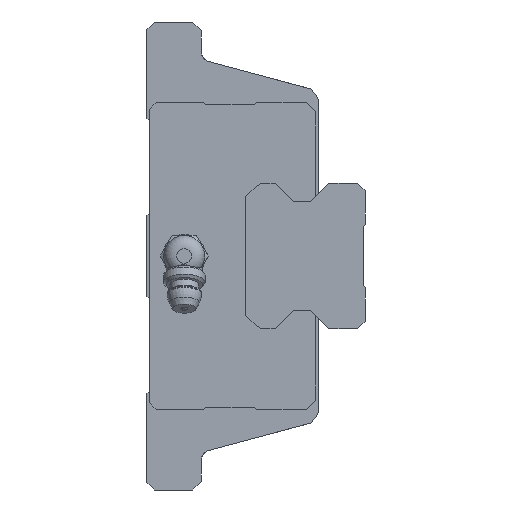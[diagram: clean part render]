
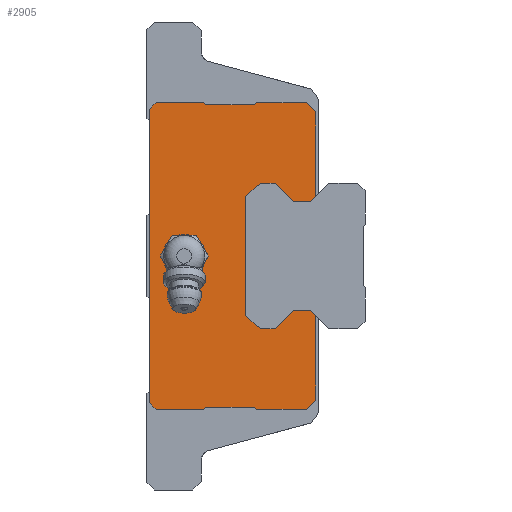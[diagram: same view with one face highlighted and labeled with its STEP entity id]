
A CAD part, left-side view. The second image highlights one B-rep face of the part: STEP entity #2905.
In plain terms, the highlighted planar face has unit normal (-1, 0, 0).
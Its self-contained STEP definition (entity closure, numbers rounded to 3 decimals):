
#667=ORIENTED_EDGE('',*,*,#1214,.F.);
#668=ORIENTED_EDGE('',*,*,#1245,.F.);
#669=ORIENTED_EDGE('',*,*,#1243,.F.);
#670=ORIENTED_EDGE('',*,*,#1241,.F.);
#671=ORIENTED_EDGE('',*,*,#1239,.F.);
#672=ORIENTED_EDGE('',*,*,#1237,.F.);
#673=ORIENTED_EDGE('',*,*,#1235,.F.);
#674=ORIENTED_EDGE('',*,*,#1233,.F.);
#675=ORIENTED_EDGE('',*,*,#1231,.F.);
#676=ORIENTED_EDGE('',*,*,#1229,.F.);
#677=ORIENTED_EDGE('',*,*,#1227,.F.);
#678=ORIENTED_EDGE('',*,*,#1225,.F.);
#679=ORIENTED_EDGE('',*,*,#1223,.F.);
#680=ORIENTED_EDGE('',*,*,#1221,.F.);
#681=ORIENTED_EDGE('',*,*,#1219,.F.);
#682=ORIENTED_EDGE('',*,*,#1114,.F.);
#683=ORIENTED_EDGE('',*,*,#1111,.F.);
#684=ORIENTED_EDGE('',*,*,#1108,.F.);
#685=ORIENTED_EDGE('',*,*,#1105,.F.);
#686=ORIENTED_EDGE('',*,*,#1102,.F.);
#687=ORIENTED_EDGE('',*,*,#1099,.F.);
#688=ORIENTED_EDGE('',*,*,#1096,.F.);
#689=ORIENTED_EDGE('',*,*,#1093,.F.);
#690=ORIENTED_EDGE('',*,*,#1090,.F.);
#691=ORIENTED_EDGE('',*,*,#1087,.F.);
#692=ORIENTED_EDGE('',*,*,#1083,.F.);
#693=ORIENTED_EDGE('',*,*,#1218,.F.);
#694=ORIENTED_EDGE('',*,*,#1216,.F.);
#695=ORIENTED_EDGE('',*,*,#1246,.T.);
#696=ORIENTED_EDGE('',*,*,#1247,.T.);
#697=ORIENTED_EDGE('',*,*,#1248,.T.);
#698=ORIENTED_EDGE('',*,*,#1249,.T.);
#699=ORIENTED_EDGE('',*,*,#1250,.T.);
#700=ORIENTED_EDGE('',*,*,#1251,.T.);
#1083=EDGE_CURVE('',#1470,#1471,#1737,.T.);
#1087=EDGE_CURVE('',#1471,#1474,#1741,.T.);
#1090=EDGE_CURVE('',#1474,#1476,#1744,.T.);
#1093=EDGE_CURVE('',#1476,#1478,#1747,.T.);
#1096=EDGE_CURVE('',#1478,#1480,#1750,.T.);
#1099=EDGE_CURVE('',#1480,#1482,#1753,.T.);
#1102=EDGE_CURVE('',#1482,#1484,#1756,.T.);
#1105=EDGE_CURVE('',#1484,#1486,#1759,.T.);
#1108=EDGE_CURVE('',#1486,#1488,#1762,.T.);
#1111=EDGE_CURVE('',#1488,#1490,#1765,.T.);
#1114=EDGE_CURVE('',#1490,#1492,#1768,.T.);
#1214=EDGE_CURVE('',#1551,#1552,#1854,.T.);
#1216=EDGE_CURVE('',#1552,#1553,#1856,.T.);
#1218=EDGE_CURVE('',#1553,#1470,#1858,.T.);
#1219=EDGE_CURVE('',#1492,#1554,#1859,.T.);
#1221=EDGE_CURVE('',#1554,#1555,#1861,.T.);
#1223=EDGE_CURVE('',#1555,#1556,#1863,.T.);
#1225=EDGE_CURVE('',#1556,#1557,#1865,.T.);
#1227=EDGE_CURVE('',#1557,#1558,#1867,.T.);
#1229=EDGE_CURVE('',#1558,#1559,#1869,.T.);
#1231=EDGE_CURVE('',#1559,#1560,#1871,.T.);
#1233=EDGE_CURVE('',#1560,#1561,#1873,.T.);
#1235=EDGE_CURVE('',#1561,#1562,#1875,.T.);
#1237=EDGE_CURVE('',#1562,#1563,#1877,.T.);
#1239=EDGE_CURVE('',#1563,#1564,#1879,.T.);
#1241=EDGE_CURVE('',#1564,#1565,#1881,.T.);
#1243=EDGE_CURVE('',#1565,#1566,#1883,.T.);
#1245=EDGE_CURVE('',#1566,#1551,#1885,.T.);
#1246=EDGE_CURVE('',#1567,#1568,#1886,.T.);
#1247=EDGE_CURVE('',#1568,#1569,#1887,.T.);
#1248=EDGE_CURVE('',#1569,#1570,#1888,.T.);
#1249=EDGE_CURVE('',#1570,#1571,#1889,.T.);
#1250=EDGE_CURVE('',#1571,#1572,#1890,.T.);
#1251=EDGE_CURVE('',#1572,#1567,#1891,.T.);
#1470=VERTEX_POINT('',#4276);
#1471=VERTEX_POINT('',#4278);
#1474=VERTEX_POINT('',#4286);
#1476=VERTEX_POINT('',#4292);
#1478=VERTEX_POINT('',#4298);
#1480=VERTEX_POINT('',#4304);
#1482=VERTEX_POINT('',#4310);
#1484=VERTEX_POINT('',#4316);
#1486=VERTEX_POINT('',#4322);
#1488=VERTEX_POINT('',#4328);
#1490=VERTEX_POINT('',#4334);
#1492=VERTEX_POINT('',#4340);
#1551=VERTEX_POINT('',#4542);
#1552=VERTEX_POINT('',#4544);
#1553=VERTEX_POINT('',#4548);
#1554=VERTEX_POINT('',#4554);
#1555=VERTEX_POINT('',#4558);
#1556=VERTEX_POINT('',#4562);
#1557=VERTEX_POINT('',#4566);
#1558=VERTEX_POINT('',#4570);
#1559=VERTEX_POINT('',#4574);
#1560=VERTEX_POINT('',#4578);
#1561=VERTEX_POINT('',#4582);
#1562=VERTEX_POINT('',#4586);
#1563=VERTEX_POINT('',#4590);
#1564=VERTEX_POINT('',#4594);
#1565=VERTEX_POINT('',#4598);
#1566=VERTEX_POINT('',#4602);
#1567=VERTEX_POINT('',#4608);
#1568=VERTEX_POINT('',#4609);
#1569=VERTEX_POINT('',#4611);
#1570=VERTEX_POINT('',#4613);
#1571=VERTEX_POINT('',#4615);
#1572=VERTEX_POINT('',#4617);
#1737=LINE('',#4277,#2057);
#1741=LINE('',#4285,#2061);
#1744=LINE('',#4291,#2064);
#1747=LINE('',#4297,#2067);
#1750=LINE('',#4303,#2070);
#1753=LINE('',#4309,#2073);
#1756=LINE('',#4315,#2076);
#1759=LINE('',#4321,#2079);
#1762=LINE('',#4327,#2082);
#1765=LINE('',#4333,#2085);
#1768=LINE('',#4339,#2088);
#1854=LINE('',#4543,#2174);
#1856=LINE('',#4547,#2176);
#1858=LINE('',#4551,#2178);
#1859=LINE('',#4553,#2179);
#1861=LINE('',#4557,#2181);
#1863=LINE('',#4561,#2183);
#1865=LINE('',#4565,#2185);
#1867=LINE('',#4569,#2187);
#1869=LINE('',#4573,#2189);
#1871=LINE('',#4577,#2191);
#1873=LINE('',#4581,#2193);
#1875=LINE('',#4585,#2195);
#1877=LINE('',#4589,#2197);
#1879=LINE('',#4593,#2199);
#1881=LINE('',#4597,#2201);
#1883=LINE('',#4601,#2203);
#1885=LINE('',#4605,#2205);
#1886=LINE('',#4607,#2206);
#1887=LINE('',#4610,#2207);
#1888=LINE('',#4612,#2208);
#1889=LINE('',#4614,#2209);
#1890=LINE('',#4616,#2210);
#1891=LINE('',#4618,#2211);
#2057=VECTOR('',#3383,1000.);
#2061=VECTOR('',#3389,1000.);
#2064=VECTOR('',#3394,1000.);
#2067=VECTOR('',#3399,1000.);
#2070=VECTOR('',#3404,1000.);
#2073=VECTOR('',#3409,1000.);
#2076=VECTOR('',#3414,1000.);
#2079=VECTOR('',#3419,1000.);
#2082=VECTOR('',#3424,1000.);
#2085=VECTOR('',#3429,1000.);
#2088=VECTOR('',#3434,1000.);
#2174=VECTOR('',#3636,1000.);
#2176=VECTOR('',#3640,1000.);
#2178=VECTOR('',#3644,1000.);
#2179=VECTOR('',#3647,1000.);
#2181=VECTOR('',#3651,1000.);
#2183=VECTOR('',#3655,1000.);
#2185=VECTOR('',#3659,1000.);
#2187=VECTOR('',#3663,1000.);
#2189=VECTOR('',#3667,1000.);
#2191=VECTOR('',#3671,1000.);
#2193=VECTOR('',#3675,1000.);
#2195=VECTOR('',#3679,1000.);
#2197=VECTOR('',#3683,1000.);
#2199=VECTOR('',#3687,1000.);
#2201=VECTOR('',#3691,1000.);
#2203=VECTOR('',#3695,1000.);
#2205=VECTOR('',#3699,1000.);
#2206=VECTOR('',#3702,1000.);
#2207=VECTOR('',#3703,1000.);
#2208=VECTOR('',#3704,1000.);
#2209=VECTOR('',#3705,1000.);
#2210=VECTOR('',#3706,1000.);
#2211=VECTOR('',#3707,1000.);
#2404=EDGE_LOOP('',(#667,#668,#669,#670,#671,#672,#673,#674,#675,#676,#677,
#678,#679,#680,#681,#682,#683,#684,#685,#686,#687,#688,#689,#690,#691,#692,
#693,#694));
#2405=EDGE_LOOP('',(#695,#696,#697,#698,#699,#700));
#2601=FACE_BOUND('',#2404,.T.);
#2602=FACE_BOUND('',#2405,.T.);
#2766=PLANE('',#3123);
#2905=ADVANCED_FACE('',(#2601,#2602),#2766,.F.);
#3123=AXIS2_PLACEMENT_3D('',#4606,#3700,#3701);
#3383=DIRECTION('',(0.,0.707,-0.707));
#3389=DIRECTION('',(0.,1.,0.));
#3394=DIRECTION('',(0.,0.707,0.707));
#3399=DIRECTION('',(0.,1.,0.));
#3404=DIRECTION('',(0.,0.752,-0.659));
#3409=DIRECTION('',(0.,0.,-1.));
#3414=DIRECTION('',(0.,-0.752,-0.659));
#3419=DIRECTION('',(0.,-1.,0.));
#3424=DIRECTION('',(0.,-0.707,0.707));
#3429=DIRECTION('',(0.,-1.,0.));
#3434=DIRECTION('',(0.,-0.707,-0.707));
#3636=DIRECTION('',(0.,-1.,0.));
#3640=DIRECTION('',(0.,-0.707,-0.707));
#3644=DIRECTION('',(0.,0.,-1.));
#3647=DIRECTION('',(0.,0.,-1.));
#3651=DIRECTION('',(0.,0.707,-0.707));
#3655=DIRECTION('',(0.,1.,0.));
#3659=DIRECTION('',(0.,0.707,0.707));
#3663=DIRECTION('',(0.,1.,0.));
#3667=DIRECTION('',(0.,0.707,-0.707));
#3671=DIRECTION('',(0.,1.,0.));
#3675=DIRECTION('',(0.,0.707,0.707));
#3679=DIRECTION('',(0.,0.,1.));
#3683=DIRECTION('',(0.,-0.707,0.707));
#3687=DIRECTION('',(0.,-1.,0.));
#3691=DIRECTION('',(0.,-0.707,-0.707));
#3695=DIRECTION('',(0.,-1.,0.));
#3699=DIRECTION('',(0.,-0.707,0.707));
#3700=DIRECTION('',(1.,0.,0.));
#3701=DIRECTION('',(0.,0.,-1.));
#3702=DIRECTION('',(0.,1.,0.));
#3703=DIRECTION('',(0.,0.5,0.866));
#3704=DIRECTION('',(0.,-0.5,0.866));
#3705=DIRECTION('',(0.,-1.,0.));
#3706=DIRECTION('',(0.,-0.5,-0.866));
#3707=DIRECTION('',(0.,0.5,-0.866));
#4276=CARTESIAN_POINT('',(-48.5,-32.5,11.5));
#4277=CARTESIAN_POINT('',(-48.5,-32.5,11.5));
#4278=CARTESIAN_POINT('',(-48.5,-31.5,10.5));
#4285=CARTESIAN_POINT('',(-48.5,-31.5,10.5));
#4286=CARTESIAN_POINT('',(-48.5,-28.2,10.5));
#4291=CARTESIAN_POINT('',(-48.5,-28.2,10.5));
#4292=CARTESIAN_POINT('',(-48.5,-24.7,14.));
#4297=CARTESIAN_POINT('',(-48.5,-24.7,14.));
#4298=CARTESIAN_POINT('',(-48.5,-21.85,14.));
#4303=CARTESIAN_POINT('',(-48.5,-21.85,14.));
#4304=CARTESIAN_POINT('',(-48.5,-19.,11.5));
#4309=CARTESIAN_POINT('',(-48.5,-19.,11.5));
#4310=CARTESIAN_POINT('',(-48.5,-19.,-11.5));
#4315=CARTESIAN_POINT('',(-48.5,-19.,-11.5));
#4316=CARTESIAN_POINT('',(-48.5,-21.85,-14.));
#4321=CARTESIAN_POINT('',(-48.5,-21.85,-14.));
#4322=CARTESIAN_POINT('',(-48.5,-24.7,-14.));
#4327=CARTESIAN_POINT('',(-48.5,-24.7,-14.));
#4328=CARTESIAN_POINT('',(-48.5,-28.2,-10.5));
#4333=CARTESIAN_POINT('',(-48.5,-28.2,-10.5));
#4334=CARTESIAN_POINT('',(-48.5,-31.5,-10.5));
#4339=CARTESIAN_POINT('',(-48.5,-31.5,-10.5));
#4340=CARTESIAN_POINT('',(-48.5,-32.5,-11.5));
#4542=CARTESIAN_POINT('',(-48.5,-21.1,29.5));
#4543=CARTESIAN_POINT('',(-48.5,-21.1,29.5));
#4544=CARTESIAN_POINT('',(-48.5,-30.7,29.5));
#4547=CARTESIAN_POINT('',(-48.5,-30.7,29.5));
#4548=CARTESIAN_POINT('',(-48.5,-32.5,27.7));
#4551=CARTESIAN_POINT('',(-48.5,-32.5,27.7));
#4553=CARTESIAN_POINT('',(-48.5,-32.5,-11.5));
#4554=CARTESIAN_POINT('',(-48.5,-32.5,-27.7));
#4557=CARTESIAN_POINT('',(-48.5,-32.5,-27.7));
#4558=CARTESIAN_POINT('',(-48.5,-30.7,-29.5));
#4561=CARTESIAN_POINT('',(-48.5,-30.7,-29.5));
#4562=CARTESIAN_POINT('',(-48.5,-21.1,-29.5));
#4565=CARTESIAN_POINT('',(-48.5,-21.1,-29.5));
#4566=CARTESIAN_POINT('',(-48.5,-20.7,-29.1));
#4569=CARTESIAN_POINT('',(-48.5,-20.7,-29.1));
#4570=CARTESIAN_POINT('',(-48.5,-11.29,-29.1));
#4573=CARTESIAN_POINT('',(-48.5,-11.29,-29.1));
#4574=CARTESIAN_POINT('',(-48.5,-10.89,-29.5));
#4577=CARTESIAN_POINT('',(-48.5,-10.89,-29.5));
#4578=CARTESIAN_POINT('',(-48.5,-1.8,-29.5));
#4581=CARTESIAN_POINT('',(-48.5,-1.8,-29.5));
#4582=CARTESIAN_POINT('',(-48.5,-0.5,-28.2));
#4585=CARTESIAN_POINT('',(-48.5,-0.5,-28.2));
#4586=CARTESIAN_POINT('',(-48.5,-0.5,28.2));
#4589=CARTESIAN_POINT('',(-48.5,-0.5,28.2));
#4590=CARTESIAN_POINT('',(-48.5,-1.8,29.5));
#4593=CARTESIAN_POINT('',(-48.5,-1.8,29.5));
#4594=CARTESIAN_POINT('',(-48.5,-10.89,29.5));
#4597=CARTESIAN_POINT('',(-48.5,-10.89,29.5));
#4598=CARTESIAN_POINT('',(-48.5,-11.29,29.1));
#4601=CARTESIAN_POINT('',(-48.5,-11.29,29.1));
#4602=CARTESIAN_POINT('',(-48.5,-20.7,29.1));
#4605=CARTESIAN_POINT('',(-48.5,-20.7,29.1));
#4606=CARTESIAN_POINT('',(-48.5,0.,0.));
#4607=CARTESIAN_POINT('',(-48.5,-9.509,-4.));
#4608=CARTESIAN_POINT('',(-48.5,-9.509,-4.));
#4609=CARTESIAN_POINT('',(-48.5,-4.891,-4.));
#4610=CARTESIAN_POINT('',(-48.5,-4.891,-4.));
#4611=CARTESIAN_POINT('',(-48.5,-2.581,0.));
#4612=CARTESIAN_POINT('',(-48.5,-2.581,0.));
#4613=CARTESIAN_POINT('',(-48.5,-4.891,4.));
#4614=CARTESIAN_POINT('',(-48.5,-4.891,4.));
#4615=CARTESIAN_POINT('',(-48.5,-9.509,4.));
#4616=CARTESIAN_POINT('',(-48.5,-9.509,4.));
#4617=CARTESIAN_POINT('',(-48.5,-11.819,0.));
#4618=CARTESIAN_POINT('',(-48.5,-11.819,0.));
